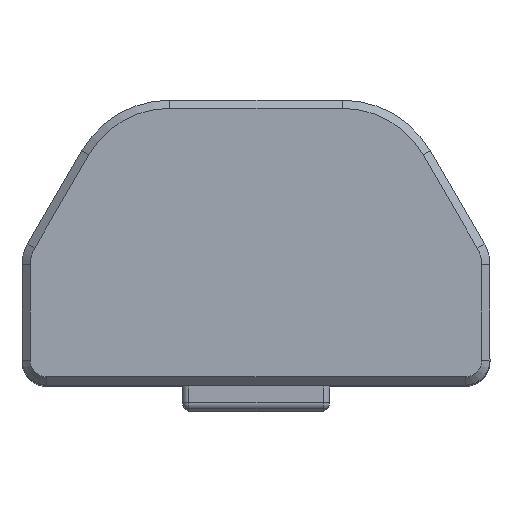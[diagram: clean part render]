
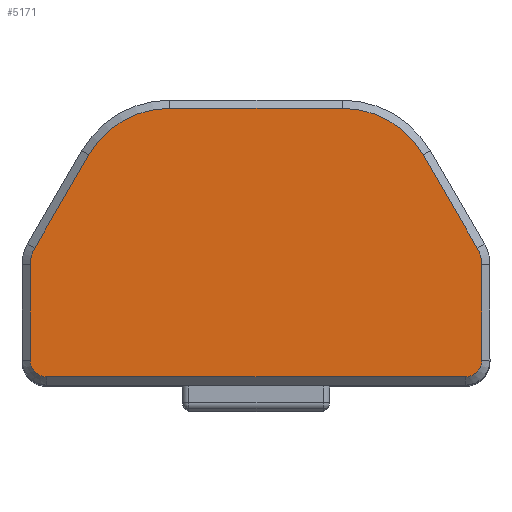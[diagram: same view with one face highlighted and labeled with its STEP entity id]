
A CAD part, top view. The second image highlights one B-rep face of the part: STEP entity #5171.
In plain terms, the highlighted planar face has unit normal (0, 0, 1).
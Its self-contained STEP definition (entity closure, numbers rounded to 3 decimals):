
#210=PLANE('',#5601);
#459=FACE_OUTER_BOUND('',#749,.T.);
#749=EDGE_LOOP('',(#4405,#4406,#4407,#4408,#4409,#4410,#4411,#4412,#4413,
#4414,#4415,#4416));
#1216=LINE('',#8487,#1767);
#1220=LINE('',#8499,#1771);
#1224=LINE('',#8511,#1775);
#1226=LINE('',#8520,#1777);
#1230=LINE('',#8532,#1781);
#1236=LINE('',#8547,#1787);
#1767=VECTOR('',#6683,10.);
#1771=VECTOR('',#6695,10.);
#1775=VECTOR('',#6707,10.);
#1777=VECTOR('',#6717,10.);
#1781=VECTOR('',#6729,10.);
#1787=VECTOR('',#6743,10.);
#2076=CIRCLE('',#5565,11.35);
#2078=CIRCLE('',#5569,11.35);
#2080=CIRCLE('',#5573,4.);
#2082=CIRCLE('',#5577,2.);
#2084=CIRCLE('',#5581,2.);
#2086=CIRCLE('',#5585,4.);
#2470=VERTEX_POINT('',#8480);
#2473=VERTEX_POINT('',#8485);
#2474=VERTEX_POINT('',#8489);
#2476=VERTEX_POINT('',#8495);
#2478=VERTEX_POINT('',#8501);
#2480=VERTEX_POINT('',#8507);
#2482=VERTEX_POINT('',#8513);
#2484=VERTEX_POINT('',#8519);
#2486=VERTEX_POINT('',#8525);
#2488=VERTEX_POINT('',#8531);
#2490=VERTEX_POINT('',#8537);
#2492=VERTEX_POINT('',#8543);
#3123=EDGE_CURVE('',#2473,#2470,#1216,.T.);
#3124=EDGE_CURVE('',#2470,#2474,#2076,.T.);
#3129=EDGE_CURVE('',#2474,#2476,#1220,.T.);
#3130=EDGE_CURVE('',#2476,#2478,#2078,.T.);
#3135=EDGE_CURVE('',#2478,#2480,#1224,.T.);
#3136=EDGE_CURVE('',#2480,#2482,#2080,.T.);
#3139=EDGE_CURVE('',#2482,#2484,#1226,.T.);
#3142=EDGE_CURVE('',#2484,#2486,#2082,.T.);
#3145=EDGE_CURVE('',#2486,#2488,#1230,.T.);
#3148=EDGE_CURVE('',#2488,#2490,#2084,.T.);
#3153=EDGE_CURVE('',#2490,#2492,#1236,.T.);
#3154=EDGE_CURVE('',#2492,#2473,#2086,.T.);
#4405=ORIENTED_EDGE('',*,*,#3123,.F.);
#4406=ORIENTED_EDGE('',*,*,#3154,.F.);
#4407=ORIENTED_EDGE('',*,*,#3153,.F.);
#4408=ORIENTED_EDGE('',*,*,#3148,.F.);
#4409=ORIENTED_EDGE('',*,*,#3145,.F.);
#4410=ORIENTED_EDGE('',*,*,#3142,.F.);
#4411=ORIENTED_EDGE('',*,*,#3139,.F.);
#4412=ORIENTED_EDGE('',*,*,#3136,.F.);
#4413=ORIENTED_EDGE('',*,*,#3135,.F.);
#4414=ORIENTED_EDGE('',*,*,#3130,.F.);
#4415=ORIENTED_EDGE('',*,*,#3129,.F.);
#4416=ORIENTED_EDGE('',*,*,#3124,.F.);
#5171=ADVANCED_FACE('',(#459),#210,.T.);
#5565=AXIS2_PLACEMENT_3D('',#8490,#6686,#6687);
#5569=AXIS2_PLACEMENT_3D('',#8502,#6698,#6699);
#5573=AXIS2_PLACEMENT_3D('',#8514,#6710,#6711);
#5577=AXIS2_PLACEMENT_3D('',#8526,#6722,#6723);
#5581=AXIS2_PLACEMENT_3D('',#8538,#6734,#6735);
#5585=AXIS2_PLACEMENT_3D('',#8549,#6746,#6747);
#5601=AXIS2_PLACEMENT_3D('',#8690,#6792,#6793);
#6683=DIRECTION('',(0.503,0.864,0.));
#6686=DIRECTION('center_axis',(0.,0.,-1.));
#6687=DIRECTION('ref_axis',(0.,1.,0.));
#6695=DIRECTION('',(1.,0.,0.));
#6698=DIRECTION('center_axis',(0.,0.,-1.));
#6699=DIRECTION('ref_axis',(0.864,0.503,0.));
#6707=DIRECTION('',(0.503,-0.864,0.));
#6710=DIRECTION('center_axis',(0.,0.,-1.));
#6711=DIRECTION('ref_axis',(1.,0.,0.));
#6717=DIRECTION('',(0.,-1.,0.));
#6722=DIRECTION('center_axis',(0.,0.,-1.));
#6723=DIRECTION('ref_axis',(0.,-1.,0.));
#6729=DIRECTION('',(-1.,0.,0.));
#6734=DIRECTION('center_axis',(0.,0.,-1.));
#6735=DIRECTION('ref_axis',(-1.,0.,0.));
#6743=DIRECTION('',(0.,1.,0.));
#6746=DIRECTION('center_axis',(0.,0.,-1.));
#6747=DIRECTION('ref_axis',(-0.864,0.503,0.));
#6792=DIRECTION('center_axis',(0.,0.,1.));
#6793=DIRECTION('ref_axis',(-1.,0.,0.));
#8480=CARTESIAN_POINT('',(-9.812,5.706,89.2));
#8485=CARTESIAN_POINT('',(-16.408,-5.637,89.2));
#8487=CARTESIAN_POINT('',(-15.564,-4.186,89.2));
#8489=CARTESIAN_POINT('',(0.,11.35,89.2));
#8490=CARTESIAN_POINT('Origin',(0.,0.,
89.2));
#8495=CARTESIAN_POINT('',(21.,11.35,89.2));
#8499=CARTESIAN_POINT('',(5.25,11.35,89.2));
#8501=CARTESIAN_POINT('',(30.812,5.706,89.2));
#8502=CARTESIAN_POINT('Origin',(21.,0.,89.2));
#8507=CARTESIAN_POINT('',(37.408,-5.637,89.2));
#8511=CARTESIAN_POINT('',(33.266,1.486,89.2));
#8513=CARTESIAN_POINT('',(37.95,-7.648,89.2));
#8514=CARTESIAN_POINT('Origin',(33.95,-7.648,89.2));
#8519=CARTESIAN_POINT('',(37.95,-19.3,89.2));
#8520=CARTESIAN_POINT('',(37.95,-18.35,89.2));
#8525=CARTESIAN_POINT('',(35.95,-21.3,89.2));
#8526=CARTESIAN_POINT('Origin',(35.95,-19.3,89.2));
#8531=CARTESIAN_POINT('',(-14.95,-21.3,89.2));
#8532=CARTESIAN_POINT('',(-2.225,-21.3,89.2));
#8537=CARTESIAN_POINT('',(-16.95,-19.3,89.2));
#8538=CARTESIAN_POINT('Origin',(-14.95,-19.3,89.2));
#8543=CARTESIAN_POINT('',(-16.95,-7.648,89.2));
#8547=CARTESIAN_POINT('',(-16.95,-14.95,89.2));
#8549=CARTESIAN_POINT('Origin',(-12.95,-7.648,89.2));
#8690=CARTESIAN_POINT('Origin',(10.5,-17.4,89.2));
